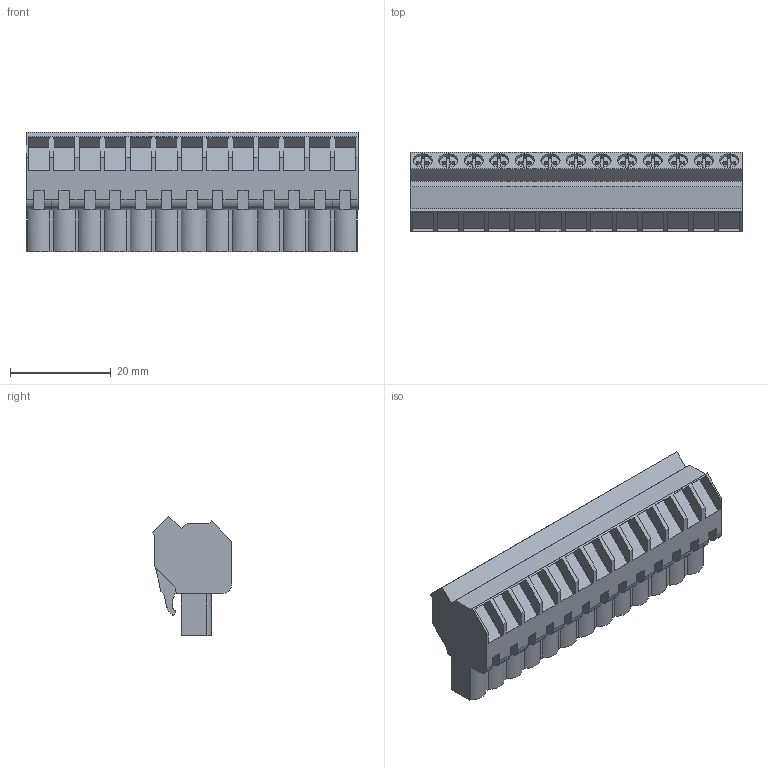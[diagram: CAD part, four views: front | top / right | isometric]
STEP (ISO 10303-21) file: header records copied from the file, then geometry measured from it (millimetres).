
FILE_DESCRIPTION(('CATIA V5 STEP Exchange','CAx-IF Rec.Pracs.--- Model Styling and Organization---1.2---2011-12-15'),'2;1');
FILE_NAME ('D1460065_0_1946360000_1946360000.stp','2017-09-23T15:19:45+00:00',('none'),('Weidmueller'),'CATIA Version 5-6 Release 2014','CATIA V5 STEP AP214','none');
FILE_SCHEMA(('AUTOMOTIVE_DESIGN { 1 0 10303 214 1 1 1 1 }'));
Length unit declared in the file: millimetre
Products named in the file (1): 1946360000
Bounding box: 66.04 x 15.88 x 23.77 mm (x, y, z)
Volume: 14167 mm3; surface area: 7705.6 mm2
Topology: 14 solids, 14 shells, 698 faces, 2017 edges, 1374 vertices
Faces by surface type: plane 557, cylinder 137, extrusion 4
Entity records: 21289 total; most frequent: CARTESIAN_POINT 4044, ORIENTED_EDGE 4034, DIRECTION 2786, EDGE_CURVE 2017, VECTOR 1689, LINE 1685, VERTEX_POINT 1374, EDGE_LOOP 725
